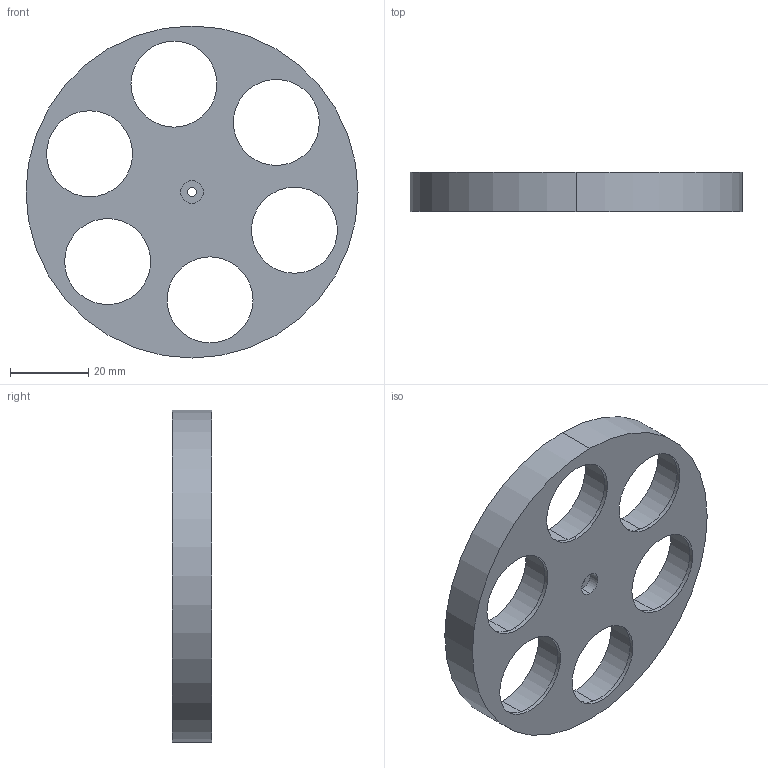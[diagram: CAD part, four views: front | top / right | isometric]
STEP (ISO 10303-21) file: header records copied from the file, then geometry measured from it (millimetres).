
FILE_DESCRIPTION (( 'STEP AP203' ), '1' );
FILE_NAME ('FilterWheel.STEP', '2020-01-30T14:35:55', ( '' ), ( '' ), 'SwSTEP 2.0', 'SolidWorks 2018', '' );
FILE_SCHEMA (( 'CONFIG_CONTROL_DESIGN' ));
Length unit declared in the file: millimetre
Products named in the file (1): FilterWheel
Bounding box: 85 x 10 x 85 mm (x, y, z)
Volume: 24576.3 mm3; surface area: 14575.2 mm2
Topology: 1 solids, 1 shells, 42 faces, 96 edges, 64 vertices
Faces by surface type: cylinder 32, plane 10
Entity records: 1329 total; most frequent: DIRECTION 246, CARTESIAN_POINT 203, ORIENTED_EDGE 192, AXIS2_PLACEMENT_3D 107, EDGE_CURVE 96, CIRCLE 64, EDGE_LOOP 64, VERTEX_POINT 64
